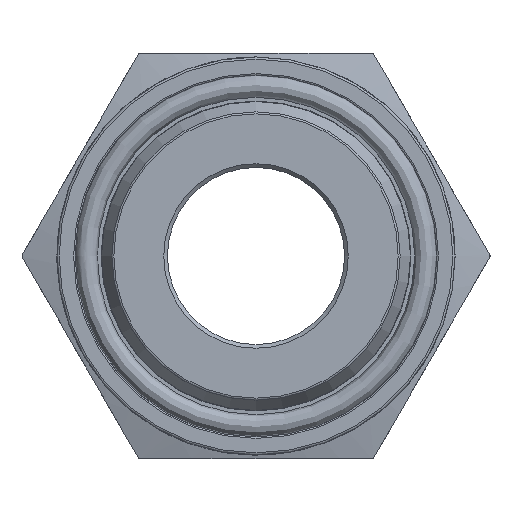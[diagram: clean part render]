
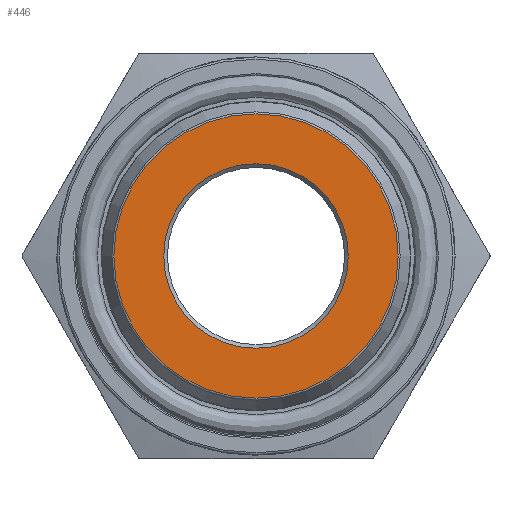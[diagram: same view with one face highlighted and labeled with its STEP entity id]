
A CAD part, left-side view. The second image highlights one B-rep face of the part: STEP entity #446.
In plain terms, the highlighted planar face has unit normal (-1, 0, 0).
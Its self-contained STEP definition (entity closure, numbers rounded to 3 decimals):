
#285=CIRCLE('',#1030,12.5);
#286=CIRCLE('',#1031,19.268);
#340=FACE_BOUND('',#552,.T.);
#341=FACE_BOUND('',#553,.T.);
#414=PLANE('',#1032);
#446=ADVANCED_FACE('',(#340,#341),#414,.F.);
#552=EDGE_LOOP('',(#729));
#553=EDGE_LOOP('',(#730));
#729=ORIENTED_EDGE('',*,*,#931,.T.);
#730=ORIENTED_EDGE('',*,*,#932,.T.);
#848=VERTEX_POINT('',#1675);
#849=VERTEX_POINT('',#1677);
#931=EDGE_CURVE('',#848,#848,#285,.T.);
#932=EDGE_CURVE('',#849,#849,#286,.T.);
#1030=AXIS2_PLACEMENT_3D('',#1674,#1196,#1197);
#1031=AXIS2_PLACEMENT_3D('',#1676,#1198,#1199);
#1032=AXIS2_PLACEMENT_3D('',#1678,#1200,#1201);
#1196=DIRECTION('',(1.,0.,0.));
#1197=DIRECTION('',(0.,0.,-1.));
#1198=DIRECTION('',(-1.,0.,0.));
#1199=DIRECTION('',(0.,0.,-1.));
#1200=DIRECTION('',(1.,0.,0.));
#1201=DIRECTION('',(0.,0.,-1.));
#1674=CARTESIAN_POINT('',(0.,0.,0.));
#1675=CARTESIAN_POINT('',(0.,0.,-12.5));
#1676=CARTESIAN_POINT('',(0.,0.,0.));
#1677=CARTESIAN_POINT('',(0.,0.,-19.268));
#1678=CARTESIAN_POINT('',(0.,-31.437,0.));
